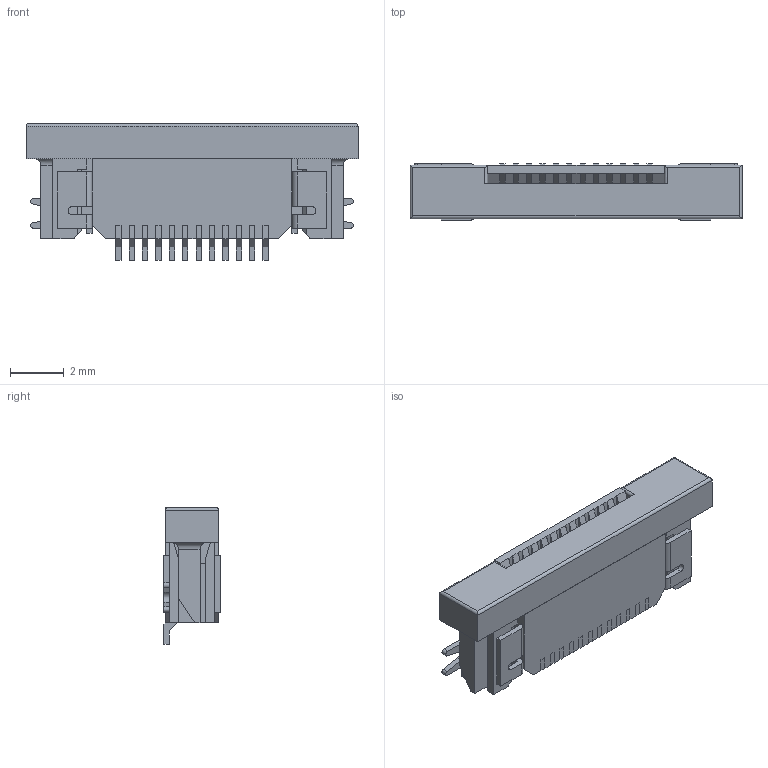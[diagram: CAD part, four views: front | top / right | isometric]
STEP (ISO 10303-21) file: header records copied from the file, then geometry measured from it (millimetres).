
FILE_DESCRIPTION( ( 'Unknown' ), '1' );
FILE_NAME( '68711214522.stp', 'Unknown', ( 'Unknown' ), ( 'Unknown' ), 'PSStep 17.0.49', 'Unknown', ' ' );
FILE_SCHEMA( ( 'AUTOMOTIVE_DESIGN { 1 0 10303 214 1 1 1 1 }' ) );
Length unit declared in the file: millimetre
Products named in the file (6): Assem1; 6871xx14522_PIN; 6871xx14522_Patte; 6871xx14522_Patte_2; 68711214522_CAP; 68711214522
Assembly tree (16 placements, depth 2):
  Assem1
    6871xx14522_PIN  x12
    6871xx14522_Patte
    6871xx14522_Patte_2
    68711214522_CAP
    68711214522
Bounding box: 12.4 x 2.1 x 5.1 mm (x, y, z)
Volume: 82 mm3; surface area: 499.9 mm2
Topology: 16 solids, 16 shells, 686 faces, 2034 edges, 1334 vertices
Faces by surface type: plane 645, cylinder 41
Entity records: 18347 total; most frequent: ORIENTED_EDGE 2682, CARTESIAN_POINT 2663, DIRECTION 2311, EDGE_CURVE 1341, LINE 1271, VECTOR 1271, VERTEX_POINT 872, AXIS2_PLACEMENT_3D 520
